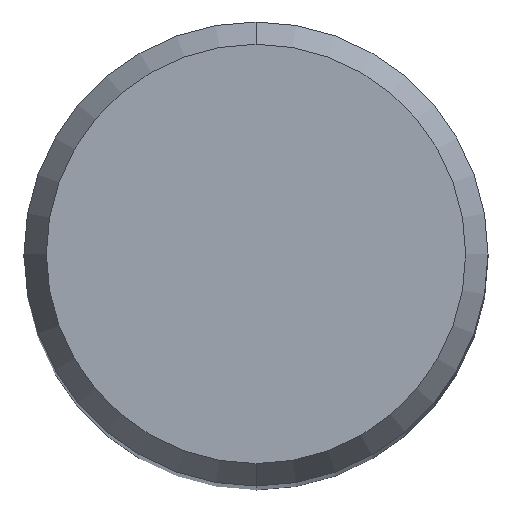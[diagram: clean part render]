
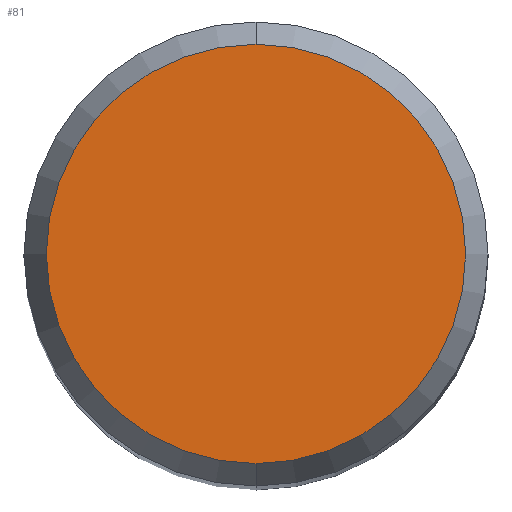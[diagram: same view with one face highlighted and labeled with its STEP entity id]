
A CAD part, top view. The second image highlights one B-rep face of the part: STEP entity #81.
In plain terms, the highlighted planar face has unit normal (0, 0, 1).
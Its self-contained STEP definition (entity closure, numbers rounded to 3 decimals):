
#81=ADVANCED_FACE('',(#211),#212,.T.);
#97=VERTEX_POINT('',#232);
#171=EDGE_CURVE('',#97,#191,#316,.T.);
#175=EDGE_CURVE('',#191,#97,#320,.T.);
#191=VERTEX_POINT('',#337);
#211=FACE_OUTER_BOUND('',#347,.T.);
#212=PLANE('',#348);
#232=CARTESIAN_POINT('',(0.0,4.304,0.));
#316=CIRCLE('',#482,4.304);
#320=CIRCLE('',#488,4.304);
#337=CARTESIAN_POINT('',(0.,-4.304,0.));
#347=EDGE_LOOP('',(#513,#514));
#348=AXIS2_PLACEMENT_3D('',#515,#516,#517);
#482=AXIS2_PLACEMENT_3D('',#651,#652,#653);
#488=AXIS2_PLACEMENT_3D('',#657,#658,#659);
#513=ORIENTED_EDGE('',*,*,#171,.F.);
#514=ORIENTED_EDGE('',*,*,#175,.F.);
#515=CARTESIAN_POINT('',(0.0,2.152,0.));
#516=DIRECTION('',(-0.0,0.0,1.0));
#517=DIRECTION('',(0.0,-1.0,0.0));
#651=CARTESIAN_POINT('',(0.0,0.0,0.));
#652=DIRECTION('',(0.0,0.0,-1.0));
#653=DIRECTION('',(0.0,1.0,0.0));
#657=CARTESIAN_POINT('',(0.0,0.0,0.));
#658=DIRECTION('',(0.0,0.0,-1.0));
#659=DIRECTION('',(0.0,1.0,0.0));
